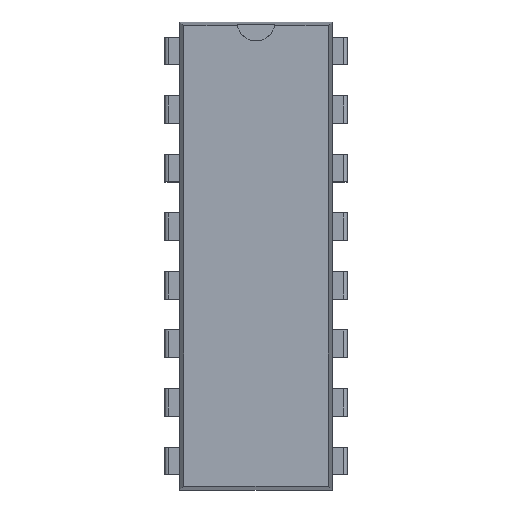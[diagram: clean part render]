
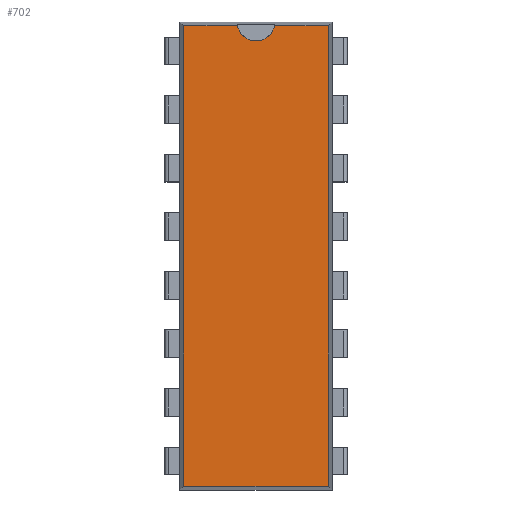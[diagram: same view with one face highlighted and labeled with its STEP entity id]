
A CAD part, top view. The second image highlights one B-rep face of the part: STEP entity #702.
In plain terms, the highlighted planar face has unit normal (0, 0, 1).
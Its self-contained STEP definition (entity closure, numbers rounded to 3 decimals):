
#141 = PLANE('',#142);
#142 = AXIS2_PLACEMENT_3D('',#143,#144,#145);
#143 = CARTESIAN_POINT('',(-3.218,-10.15,3.375));
#144 = DIRECTION('',(0.996,0.,-0.089));
#145 = DIRECTION('',(0.,1.,0.));
#227 = PLANE('',#228);
#228 = AXIS2_PLACEMENT_3D('',#229,#230,#231);
#229 = CARTESIAN_POINT('',(-3.3,-10.068,3.375));
#230 = DIRECTION('',(0.,0.996,
    -0.089));
#231 = DIRECTION('',(-1.,0.,0.));
#324 = VERTEX_POINT('',#325);
#325 = CARTESIAN_POINT('',(-3.135,-9.985,4.3));
#348 = VERTEX_POINT('',#349);
#349 = CARTESIAN_POINT('',(-3.135,9.985,4.3));
#363 = PLANE('',#364);
#364 = AXIS2_PLACEMENT_3D('',#365,#366,#367);
#365 = CARTESIAN_POINT('',(-3.3,10.068,3.375));
#366 = DIRECTION('',(0.,0.996,
    0.089));
#367 = DIRECTION('',(-1.,0.,0.));
#375 = EDGE_CURVE('',#324,#348,#376,.T.);
#376 = SURFACE_CURVE('',#377,(#381,#388),.PCURVE_S1.);
#377 = LINE('',#378,#379);
#378 = CARTESIAN_POINT('',(-3.135,-10.15,4.3));
#379 = VECTOR('',#380,1.);
#380 = DIRECTION('',(0.,1.,0.));
#381 = PCURVE('',#141,#382);
#382 = DEFINITIONAL_REPRESENTATION('',(#383),#387);
#383 = LINE('',#384,#385);
#384 = CARTESIAN_POINT('',(0.,0.929));
#385 = VECTOR('',#386,1.);
#386 = DIRECTION('',(1.,0.));
#387 = ( GEOMETRIC_REPRESENTATION_CONTEXT(2) 
PARAMETRIC_REPRESENTATION_CONTEXT() REPRESENTATION_CONTEXT('2D SPACE',''
  ) );
#388 = PCURVE('',#389,#394);
#389 = PLANE('',#390);
#390 = AXIS2_PLACEMENT_3D('',#391,#392,#393);
#391 = CARTESIAN_POINT('',(-3.3,-10.15,4.3));
#392 = DIRECTION('',(0.,0.,1.));
#393 = DIRECTION('',(1.,0.,0.));
#394 = DEFINITIONAL_REPRESENTATION('',(#395),#399);
#395 = LINE('',#396,#397);
#396 = CARTESIAN_POINT('',(0.165,0.));
#397 = VECTOR('',#398,1.);
#398 = DIRECTION('',(0.,1.));
#399 = ( GEOMETRIC_REPRESENTATION_CONTEXT(2) 
PARAMETRIC_REPRESENTATION_CONTEXT() REPRESENTATION_CONTEXT('2D SPACE',''
  ) );
#517 = PLANE('',#518);
#518 = AXIS2_PLACEMENT_3D('',#519,#520,#521);
#519 = CARTESIAN_POINT('',(3.218,-10.15,3.375));
#520 = DIRECTION('',(0.996,0.,0.089));
#521 = DIRECTION('',(0.,1.,0.));
#584 = VERTEX_POINT('',#585);
#585 = CARTESIAN_POINT('',(3.135,-9.985,4.3));
#606 = EDGE_CURVE('',#324,#584,#607,.T.);
#607 = SURFACE_CURVE('',#608,(#612,#619),.PCURVE_S1.);
#608 = LINE('',#609,#610);
#609 = CARTESIAN_POINT('',(-3.3,-9.985,4.3));
#610 = VECTOR('',#611,1.);
#611 = DIRECTION('',(1.,0.,0.));
#612 = PCURVE('',#227,#613);
#613 = DEFINITIONAL_REPRESENTATION('',(#614),#618);
#614 = LINE('',#615,#616);
#615 = CARTESIAN_POINT('',(-0.,0.929));
#616 = VECTOR('',#617,1.);
#617 = DIRECTION('',(-1.,0.));
#618 = ( GEOMETRIC_REPRESENTATION_CONTEXT(2) 
PARAMETRIC_REPRESENTATION_CONTEXT() REPRESENTATION_CONTEXT('2D SPACE',''
  ) );
#619 = PCURVE('',#389,#620);
#620 = DEFINITIONAL_REPRESENTATION('',(#621),#625);
#621 = LINE('',#622,#623);
#622 = CARTESIAN_POINT('',(0.,0.165));
#623 = VECTOR('',#624,1.);
#624 = DIRECTION('',(1.,0.));
#625 = ( GEOMETRIC_REPRESENTATION_CONTEXT(2) 
PARAMETRIC_REPRESENTATION_CONTEXT() REPRESENTATION_CONTEXT('2D SPACE',''
  ) );
#702 = ADVANCED_FACE('',(#703),#389,.T.);
#703 = FACE_BOUND('',#704,.T.);
#704 = EDGE_LOOP('',(#705,#706,#707,#730,#753,#782));
#705 = ORIENTED_EDGE('',*,*,#375,.F.);
#706 = ORIENTED_EDGE('',*,*,#606,.T.);
#707 = ORIENTED_EDGE('',*,*,#708,.T.);
#708 = EDGE_CURVE('',#584,#709,#711,.T.);
#709 = VERTEX_POINT('',#710);
#710 = CARTESIAN_POINT('',(3.135,9.985,4.3));
#711 = SURFACE_CURVE('',#712,(#716,#723),.PCURVE_S1.);
#712 = LINE('',#713,#714);
#713 = CARTESIAN_POINT('',(3.135,-10.15,4.3));
#714 = VECTOR('',#715,1.);
#715 = DIRECTION('',(0.,1.,0.));
#716 = PCURVE('',#389,#717);
#717 = DEFINITIONAL_REPRESENTATION('',(#718),#722);
#718 = LINE('',#719,#720);
#719 = CARTESIAN_POINT('',(6.435,0.));
#720 = VECTOR('',#721,1.);
#721 = DIRECTION('',(0.,1.));
#722 = ( GEOMETRIC_REPRESENTATION_CONTEXT(2) 
PARAMETRIC_REPRESENTATION_CONTEXT() REPRESENTATION_CONTEXT('2D SPACE',''
  ) );
#723 = PCURVE('',#517,#724);
#724 = DEFINITIONAL_REPRESENTATION('',(#725),#729);
#725 = LINE('',#726,#727);
#726 = CARTESIAN_POINT('',(0.,0.929));
#727 = VECTOR('',#728,1.);
#728 = DIRECTION('',(1.,0.));
#729 = ( GEOMETRIC_REPRESENTATION_CONTEXT(2) 
PARAMETRIC_REPRESENTATION_CONTEXT() REPRESENTATION_CONTEXT('2D SPACE',''
  ) );
#730 = ORIENTED_EDGE('',*,*,#731,.F.);
#731 = EDGE_CURVE('',#732,#709,#734,.T.);
#732 = VERTEX_POINT('',#733);
#733 = CARTESIAN_POINT('',(0.808,9.985,4.3));
#734 = SURFACE_CURVE('',#735,(#739,#746),.PCURVE_S1.);
#735 = LINE('',#736,#737);
#736 = CARTESIAN_POINT('',(-3.3,9.985,4.3));
#737 = VECTOR('',#738,1.);
#738 = DIRECTION('',(1.,0.,0.));
#739 = PCURVE('',#389,#740);
#740 = DEFINITIONAL_REPRESENTATION('',(#741),#745);
#741 = LINE('',#742,#743);
#742 = CARTESIAN_POINT('',(0.,20.135));
#743 = VECTOR('',#744,1.);
#744 = DIRECTION('',(1.,0.));
#745 = ( GEOMETRIC_REPRESENTATION_CONTEXT(2) 
PARAMETRIC_REPRESENTATION_CONTEXT() REPRESENTATION_CONTEXT('2D SPACE',''
  ) );
#746 = PCURVE('',#363,#747);
#747 = DEFINITIONAL_REPRESENTATION('',(#748),#752);
#748 = LINE('',#749,#750);
#749 = CARTESIAN_POINT('',(-0.,0.929));
#750 = VECTOR('',#751,1.);
#751 = DIRECTION('',(-1.,0.));
#752 = ( GEOMETRIC_REPRESENTATION_CONTEXT(2) 
PARAMETRIC_REPRESENTATION_CONTEXT() REPRESENTATION_CONTEXT('2D SPACE',''
  ) );
#753 = ORIENTED_EDGE('',*,*,#754,.F.);
#754 = EDGE_CURVE('',#755,#732,#757,.T.);
#755 = VERTEX_POINT('',#756);
#756 = CARTESIAN_POINT('',(-0.808,9.985,4.3));
#757 = SURFACE_CURVE('',#758,(#763,#770),.PCURVE_S1.);
#758 = CIRCLE('',#759,0.825);
#759 = AXIS2_PLACEMENT_3D('',#760,#761,#762);
#760 = CARTESIAN_POINT('',(0.,10.15,4.3));
#761 = DIRECTION('',(0.,0.,1.));
#762 = DIRECTION('',(1.,0.,0.));
#763 = PCURVE('',#389,#764);
#764 = DEFINITIONAL_REPRESENTATION('',(#765),#769);
#765 = CIRCLE('',#766,0.825);
#766 = AXIS2_PLACEMENT_2D('',#767,#768);
#767 = CARTESIAN_POINT('',(3.3,20.3));
#768 = DIRECTION('',(1.,0.));
#769 = ( GEOMETRIC_REPRESENTATION_CONTEXT(2) 
PARAMETRIC_REPRESENTATION_CONTEXT() REPRESENTATION_CONTEXT('2D SPACE',''
  ) );
#770 = PCURVE('',#771,#776);
#771 = CYLINDRICAL_SURFACE('',#772,0.825);
#772 = AXIS2_PLACEMENT_3D('',#773,#774,#775);
#773 = CARTESIAN_POINT('',(0.,10.15,3.87));
#774 = DIRECTION('',(0.,0.,1.));
#775 = DIRECTION('',(1.,0.,0.));
#776 = DEFINITIONAL_REPRESENTATION('',(#777),#781);
#777 = LINE('',#778,#779);
#778 = CARTESIAN_POINT('',(0.,0.43));
#779 = VECTOR('',#780,1.);
#780 = DIRECTION('',(1.,0.));
#781 = ( GEOMETRIC_REPRESENTATION_CONTEXT(2) 
PARAMETRIC_REPRESENTATION_CONTEXT() REPRESENTATION_CONTEXT('2D SPACE',''
  ) );
#782 = ORIENTED_EDGE('',*,*,#783,.F.);
#783 = EDGE_CURVE('',#348,#755,#784,.T.);
#784 = SURFACE_CURVE('',#785,(#789,#796),.PCURVE_S1.);
#785 = LINE('',#786,#787);
#786 = CARTESIAN_POINT('',(-3.3,9.985,4.3));
#787 = VECTOR('',#788,1.);
#788 = DIRECTION('',(1.,0.,0.));
#789 = PCURVE('',#389,#790);
#790 = DEFINITIONAL_REPRESENTATION('',(#791),#795);
#791 = LINE('',#792,#793);
#792 = CARTESIAN_POINT('',(0.,20.135));
#793 = VECTOR('',#794,1.);
#794 = DIRECTION('',(1.,0.));
#795 = ( GEOMETRIC_REPRESENTATION_CONTEXT(2) 
PARAMETRIC_REPRESENTATION_CONTEXT() REPRESENTATION_CONTEXT('2D SPACE',''
  ) );
#796 = PCURVE('',#363,#797);
#797 = DEFINITIONAL_REPRESENTATION('',(#798),#802);
#798 = LINE('',#799,#800);
#799 = CARTESIAN_POINT('',(-0.,0.929));
#800 = VECTOR('',#801,1.);
#801 = DIRECTION('',(-1.,0.));
#802 = ( GEOMETRIC_REPRESENTATION_CONTEXT(2) 
PARAMETRIC_REPRESENTATION_CONTEXT() REPRESENTATION_CONTEXT('2D SPACE',''
  ) );
